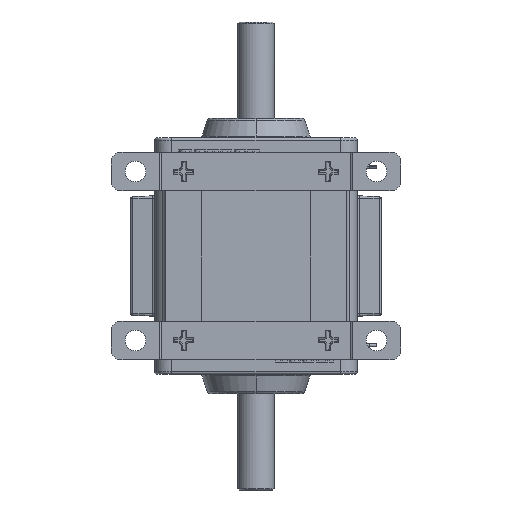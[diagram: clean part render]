
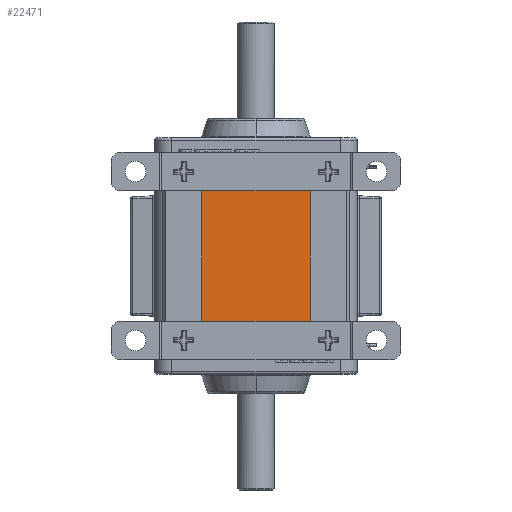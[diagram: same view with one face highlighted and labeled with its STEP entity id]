
A CAD part, front view. The second image highlights one B-rep face of the part: STEP entity #22471.
In plain terms, the highlighted planar face has unit normal (0, -1, 0).
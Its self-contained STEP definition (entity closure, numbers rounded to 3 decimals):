
#758 = CARTESIAN_POINT ( 'NONE',  ( -20.5, -52.5, -76. ) ) ;
#1208 = VECTOR ( 'NONE', #21796, 1000. ) ;
#3946 = CARTESIAN_POINT ( 'NONE',  ( 20.5, -52.5, -12. ) ) ;
#4068 = EDGE_LOOP ( 'NONE', ( #51023, #22887, #74431, #64448, #34498, #46318, #74580, #23845, #15952, #28078, #62333, #18217 ) ) ;
#6369 = AXIS2_PLACEMENT_3D ( 'NONE', #48917, #7788, #49166 ) ;
#6633 = LINE ( 'NONE', #21177, #73251 ) ;
#6697 = DIRECTION ( 'NONE',  ( 0., 0., 1. ) ) ;
#7788 = DIRECTION ( 'NONE',  ( 0., 1., 0. ) ) ;
#7817 = CARTESIAN_POINT ( 'NONE',  ( -22.5, -52.5, -76. ) ) ;
#9713 = CARTESIAN_POINT ( 'NONE',  ( -20.564, -52.5, -87. ) ) ;
#9880 = DIRECTION ( 'NONE',  ( 0., 0., 1. ) ) ;
#10471 = AXIS2_PLACEMENT_3D ( 'NONE', #18394, #59729, #24357 ) ;
#10599 = AXIS2_PLACEMENT_3D ( 'NONE', #758, #42156, #6697 ) ;
#10942 = CARTESIAN_POINT ( 'NONE',  ( -20.564, -52.5, -10.001 ) ) ;
#11426 = VECTOR ( 'NONE', #21887, 1000. ) ;
#12122 = VERTEX_POINT ( 'NONE', #10942 ) ;
#12864 = VERTEX_POINT ( 'NONE', #63101 ) ;
#12870 = CARTESIAN_POINT ( 'NONE',  ( 20.564, -52.5, -10.001 ) ) ;
#13644 = LINE ( 'NONE', #48699, #58945 ) ;
#14884 = DIRECTION ( 'NONE',  ( 0., 0., 1. ) ) ;
#15952 = ORIENTED_EDGE ( 'NONE', *, *, #46943, .F. ) ;
#18217 = ORIENTED_EDGE ( 'NONE', *, *, #57392, .T. ) ;
#18394 = CARTESIAN_POINT ( 'NONE',  ( 20.5, -52.5, -76. ) ) ;
#18448 = VECTOR ( 'NONE', #14884, 1000. ) ;
#18660 = EDGE_CURVE ( 'NONE', #60971, #52065, #6633, .T. ) ;
#20589 = CARTESIAN_POINT ( 'NONE',  ( 20.564, -52.5, -88.001 ) ) ;
#20886 = VECTOR ( 'NONE', #72791, 1000. ) ;
#21177 = CARTESIAN_POINT ( 'NONE',  ( -20.564, -52.5, -1. ) ) ;
#21796 = DIRECTION ( 'NONE',  ( 0., 0., 1. ) ) ;
#21887 = DIRECTION ( 'NONE',  ( 1., 0., 0. ) ) ;
#22471 = ADVANCED_FACE ( 'NONE', ( #56352 ), #72689, .F. ) ;
#22882 = CARTESIAN_POINT ( 'NONE',  ( -20.5, -52.5, -12. ) ) ;
#22887 = ORIENTED_EDGE ( 'NONE', *, *, #56908, .F. ) ;
#23649 = CARTESIAN_POINT ( 'NONE',  ( -20.564, -52.5, -88.001 ) ) ;
#23845 = ORIENTED_EDGE ( 'NONE', *, *, #41434, .T. ) ;
#24357 = DIRECTION ( 'NONE',  ( 0., 0., 1. ) ) ;
#25040 = EDGE_CURVE ( 'NONE', #57656, #12864, #13644, .T. ) ;
#25147 = VERTEX_POINT ( 'NONE', #7817 ) ;
#25480 = CARTESIAN_POINT ( 'NONE',  ( -20.564, -52.5, -88.001 ) ) ;
#26726 = CARTESIAN_POINT ( 'NONE',  ( 20.564, -52.5, -1. ) ) ;
#27939 = CARTESIAN_POINT ( 'NONE',  ( 20.564, -52.5, -87. ) ) ;
#28078 = ORIENTED_EDGE ( 'NONE', *, *, #25040, .T. ) ;
#28462 = CARTESIAN_POINT ( 'NONE',  ( -20.564, -52.5, -77.999 ) ) ;
#28841 = DIRECTION ( 'NONE',  ( 0., 0., 1. ) ) ;
#29624 = DIRECTION ( 'NONE',  ( 0., 0., 1. ) ) ;
#30548 = CIRCLE ( 'NONE', #10599, 2. ) ;
#30587 = EDGE_CURVE ( 'NONE', #66751, #25147, #52312, .T. ) ;
#33443 = EDGE_CURVE ( 'NONE', #55987, #12864, #59662, .T. ) ;
#34498 = ORIENTED_EDGE ( 'NONE', *, *, #74495, .F. ) ;
#35716 = AXIS2_PLACEMENT_3D ( 'NONE', #22882, #64202, #28841 ) ;
#36089 = LINE ( 'NONE', #20589, #18448 ) ;
#39033 = DIRECTION ( 'NONE',  ( -1., 0., 0. ) ) ;
#41169 = CARTESIAN_POINT ( 'NONE',  ( 22.5, -52.5, -76. ) ) ;
#41434 = EDGE_CURVE ( 'NONE', #45462, #41633, #36089, .T. ) ;
#41633 = VERTEX_POINT ( 'NONE', #58511 ) ;
#42156 = DIRECTION ( 'NONE',  ( 0., 1., 0. ) ) ;
#43547 = CARTESIAN_POINT ( 'NONE',  ( -22.5, -52.5, -12. ) ) ;
#45302 = DIRECTION ( 'NONE',  ( 0., 1., 0. ) ) ;
#45462 = VERTEX_POINT ( 'NONE', #27939 ) ;
#46318 = ORIENTED_EDGE ( 'NONE', *, *, #47293, .F. ) ;
#46943 = EDGE_CURVE ( 'NONE', #57656, #41633, #72984, .T. ) ;
#47293 = EDGE_CURVE ( 'NONE', #65165, #48801, #65574, .T. ) ;
#48699 = CARTESIAN_POINT ( 'NONE',  ( 22.5, -52.5, -85.5 ) ) ;
#48801 = VERTEX_POINT ( 'NONE', #28462 ) ;
#48917 = CARTESIAN_POINT ( 'NONE',  ( 0., -52.5, -85.5 ) ) ;
#49166 = DIRECTION ( 'NONE',  ( 0., 0., 1. ) ) ;
#51023 = ORIENTED_EDGE ( 'NONE', *, *, #18660, .T. ) ;
#52065 = VERTEX_POINT ( 'NONE', #59387 ) ;
#52312 = LINE ( 'NONE', #66847, #20886 ) ;
#54631 = DIRECTION ( 'NONE',  ( 0., 0., 1. ) ) ;
#55987 = VERTEX_POINT ( 'NONE', #12870 ) ;
#56239 = AXIS2_PLACEMENT_3D ( 'NONE', #3946, #45302, #9880 ) ;
#56350 = EDGE_CURVE ( 'NONE', #65165, #45462, #76193, .T. ) ;
#56352 = FACE_OUTER_BOUND ( 'NONE', #4068, .T. ) ;
#56908 = EDGE_CURVE ( 'NONE', #12122, #52065, #61360, .T. ) ;
#57180 = CARTESIAN_POINT ( 'NONE',  ( 20.564, -52.5, -88.001 ) ) ;
#57392 = EDGE_CURVE ( 'NONE', #55987, #60971, #60402, .T. ) ;
#57656 = VERTEX_POINT ( 'NONE', #41169 ) ;
#58511 = CARTESIAN_POINT ( 'NONE',  ( 20.564, -52.5, -77.999 ) ) ;
#58945 = VECTOR ( 'NONE', #54631, 1000. ) ;
#59387 = CARTESIAN_POINT ( 'NONE',  ( -20.564, -52.5, -1. ) ) ;
#59662 = CIRCLE ( 'NONE', #56239, 2. ) ;
#59729 = DIRECTION ( 'NONE',  ( 0., 1., 0. ) ) ;
#60004 = VECTOR ( 'NONE', #29624, 1000. ) ;
#60402 = LINE ( 'NONE', #57180, #1208 ) ;
#60971 = VERTEX_POINT ( 'NONE', #26726 ) ;
#61360 = LINE ( 'NONE', #25480, #63226 ) ;
#62333 = ORIENTED_EDGE ( 'NONE', *, *, #33443, .F. ) ;
#63101 = CARTESIAN_POINT ( 'NONE',  ( 22.5, -52.5, -12. ) ) ;
#63226 = VECTOR ( 'NONE', #66788, 1000. ) ;
#64202 = DIRECTION ( 'NONE',  ( 0., 1., 0. ) ) ;
#64448 = ORIENTED_EDGE ( 'NONE', *, *, #30587, .T. ) ;
#64495 = EDGE_CURVE ( 'NONE', #66751, #12122, #66300, .T. ) ;
#65165 = VERTEX_POINT ( 'NONE', #76598 ) ;
#65574 = LINE ( 'NONE', #23649, #60004 ) ;
#66300 = CIRCLE ( 'NONE', #35716, 2. ) ;
#66751 = VERTEX_POINT ( 'NONE', #43547 ) ;
#66788 = DIRECTION ( 'NONE',  ( 0., 0., 1. ) ) ;
#66847 = CARTESIAN_POINT ( 'NONE',  ( -22.5, -52.5, -85.5 ) ) ;
#72689 = PLANE ( 'NONE',  #6369 ) ;
#72791 = DIRECTION ( 'NONE',  ( 0., 0., -1. ) ) ;
#72984 = CIRCLE ( 'NONE', #10471, 2. ) ;
#73251 = VECTOR ( 'NONE', #39033, 1000. ) ;
#74431 = ORIENTED_EDGE ( 'NONE', *, *, #64495, .F. ) ;
#74495 = EDGE_CURVE ( 'NONE', #48801, #25147, #30548, .T. ) ;
#74580 = ORIENTED_EDGE ( 'NONE', *, *, #56350, .T. ) ;
#76193 = LINE ( 'NONE', #9713, #11426 ) ;
#76598 = CARTESIAN_POINT ( 'NONE',  ( -20.564, -52.5, -87. ) ) ;
